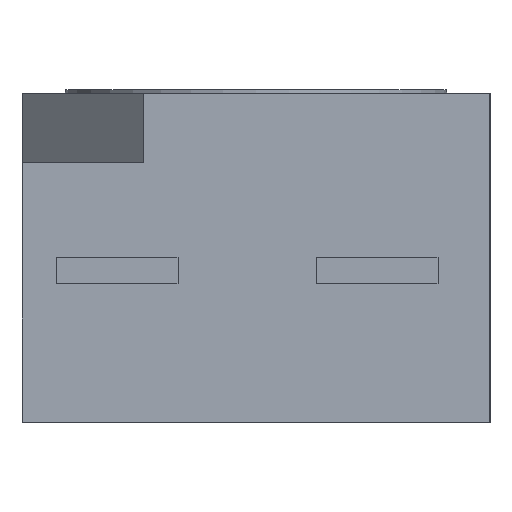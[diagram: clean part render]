
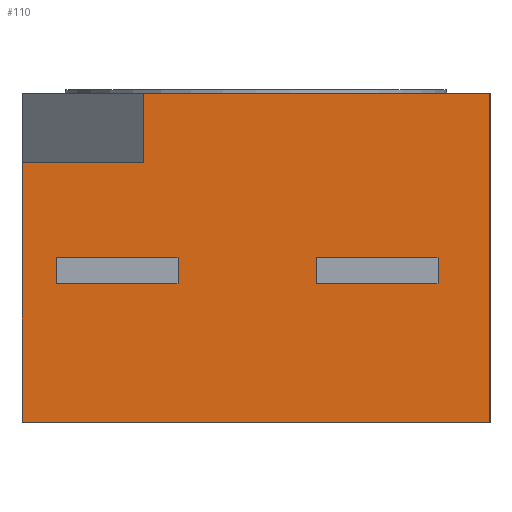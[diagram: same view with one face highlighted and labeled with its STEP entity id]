
A CAD part, left-side view. The second image highlights one B-rep face of the part: STEP entity #110.
In plain terms, the highlighted planar face has unit normal (-1, 0, 0).
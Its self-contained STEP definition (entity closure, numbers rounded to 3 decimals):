
#54 = EDGE_CURVE('',#55,#57,#59,.T.);
#55 = VERTEX_POINT('',#56);
#56 = CARTESIAN_POINT('',(-1.6,-1.4,1.1));
#57 = VERTEX_POINT('',#58);
#58 = CARTESIAN_POINT('',(-1.6,0.6,1.1));
#59 = LINE('',#60,#61);
#60 = CARTESIAN_POINT('',(-1.6,-1.4,1.1));
#61 = VECTOR('',#62,1.);
#62 = DIRECTION('',(0.,1.,0.));
#110 = ADVANCED_FACE('',(#111,#152,#186),#220,.F.);
#111 = FACE_BOUND('',#112,.F.);
#112 = EDGE_LOOP('',(#113,#114,#122,#130,#138,#146));
#113 = ORIENTED_EDGE('',*,*,#54,.F.);
#114 = ORIENTED_EDGE('',*,*,#115,.F.);
#115 = EDGE_CURVE('',#116,#55,#118,.T.);
#116 = VERTEX_POINT('',#117);
#117 = CARTESIAN_POINT('',(-1.6,-1.4,-0.8));
#118 = LINE('',#119,#120);
#119 = CARTESIAN_POINT('',(-1.6,-1.4,-0.8));
#120 = VECTOR('',#121,1.);
#121 = DIRECTION('',(0.,0.,1.));
#122 = ORIENTED_EDGE('',*,*,#123,.T.);
#123 = EDGE_CURVE('',#116,#124,#126,.T.);
#124 = VERTEX_POINT('',#125);
#125 = CARTESIAN_POINT('',(-1.6,1.3,-0.8));
#126 = LINE('',#127,#128);
#127 = CARTESIAN_POINT('',(-1.6,-1.4,-0.8));
#128 = VECTOR('',#129,1.);
#129 = DIRECTION('',(0.,1.,0.));
#130 = ORIENTED_EDGE('',*,*,#131,.T.);
#131 = EDGE_CURVE('',#124,#132,#134,.T.);
#132 = VERTEX_POINT('',#133);
#133 = CARTESIAN_POINT('',(-1.6,1.3,0.7));
#134 = LINE('',#135,#136);
#135 = CARTESIAN_POINT('',(-1.6,1.3,-0.8));
#136 = VECTOR('',#137,1.);
#137 = DIRECTION('',(0.,0.,1.));
#138 = ORIENTED_EDGE('',*,*,#139,.T.);
#139 = EDGE_CURVE('',#132,#140,#142,.T.);
#140 = VERTEX_POINT('',#141);
#141 = CARTESIAN_POINT('',(-1.6,0.6,0.7));
#142 = LINE('',#143,#144);
#143 = CARTESIAN_POINT('',(-1.6,-0.4,0.7));
#144 = VECTOR('',#145,1.);
#145 = DIRECTION('',(0.,-1.,0.));
#146 = ORIENTED_EDGE('',*,*,#147,.T.);
#147 = EDGE_CURVE('',#140,#57,#148,.T.);
#148 = LINE('',#149,#150);
#149 = CARTESIAN_POINT('',(-1.6,0.6,0.7));
#150 = VECTOR('',#151,1.);
#151 = DIRECTION('',(0.,0.,1.));
#152 = FACE_BOUND('',#153,.F.);
#153 = EDGE_LOOP('',(#154,#164,#172,#180));
#154 = ORIENTED_EDGE('',*,*,#155,.T.);
#155 = EDGE_CURVE('',#156,#158,#160,.T.);
#156 = VERTEX_POINT('',#157);
#157 = CARTESIAN_POINT('',(-1.6,0.4,0.));
#158 = VERTEX_POINT('',#159);
#159 = CARTESIAN_POINT('',(-1.6,0.4,0.15));
#160 = LINE('',#161,#162);
#161 = CARTESIAN_POINT('',(-1.6,0.4,0.));
#162 = VECTOR('',#163,1.);
#163 = DIRECTION('',(0.,0.,1.));
#164 = ORIENTED_EDGE('',*,*,#165,.T.);
#165 = EDGE_CURVE('',#158,#166,#168,.T.);
#166 = VERTEX_POINT('',#167);
#167 = CARTESIAN_POINT('',(-1.6,1.1,0.15));
#168 = LINE('',#169,#170);
#169 = CARTESIAN_POINT('',(-1.6,0.4,0.15));
#170 = VECTOR('',#171,1.);
#171 = DIRECTION('',(0.,1.,0.));
#172 = ORIENTED_EDGE('',*,*,#173,.F.);
#173 = EDGE_CURVE('',#174,#166,#176,.T.);
#174 = VERTEX_POINT('',#175);
#175 = CARTESIAN_POINT('',(-1.6,1.1,0.));
#176 = LINE('',#177,#178);
#177 = CARTESIAN_POINT('',(-1.6,1.1,0.));
#178 = VECTOR('',#179,1.);
#179 = DIRECTION('',(0.,0.,1.));
#180 = ORIENTED_EDGE('',*,*,#181,.F.);
#181 = EDGE_CURVE('',#156,#174,#182,.T.);
#182 = LINE('',#183,#184);
#183 = CARTESIAN_POINT('',(-1.6,0.4,0.));
#184 = VECTOR('',#185,1.);
#185 = DIRECTION('',(0.,1.,0.));
#186 = FACE_BOUND('',#187,.F.);
#187 = EDGE_LOOP('',(#188,#198,#206,#214));
#188 = ORIENTED_EDGE('',*,*,#189,.T.);
#189 = EDGE_CURVE('',#190,#192,#194,.T.);
#190 = VERTEX_POINT('',#191);
#191 = CARTESIAN_POINT('',(-1.6,-1.1,0.));
#192 = VERTEX_POINT('',#193);
#193 = CARTESIAN_POINT('',(-1.6,-1.1,0.15));
#194 = LINE('',#195,#196);
#195 = CARTESIAN_POINT('',(-1.6,-1.1,0.));
#196 = VECTOR('',#197,1.);
#197 = DIRECTION('',(0.,0.,1.));
#198 = ORIENTED_EDGE('',*,*,#199,.T.);
#199 = EDGE_CURVE('',#192,#200,#202,.T.);
#200 = VERTEX_POINT('',#201);
#201 = CARTESIAN_POINT('',(-1.6,-0.4,0.15));
#202 = LINE('',#203,#204);
#203 = CARTESIAN_POINT('',(-1.6,-1.1,0.15));
#204 = VECTOR('',#205,1.);
#205 = DIRECTION('',(0.,1.,0.));
#206 = ORIENTED_EDGE('',*,*,#207,.F.);
#207 = EDGE_CURVE('',#208,#200,#210,.T.);
#208 = VERTEX_POINT('',#209);
#209 = CARTESIAN_POINT('',(-1.6,-0.4,0.));
#210 = LINE('',#211,#212);
#211 = CARTESIAN_POINT('',(-1.6,-0.4,0.));
#212 = VECTOR('',#213,1.);
#213 = DIRECTION('',(0.,0.,1.));
#214 = ORIENTED_EDGE('',*,*,#215,.F.);
#215 = EDGE_CURVE('',#190,#208,#216,.T.);
#216 = LINE('',#217,#218);
#217 = CARTESIAN_POINT('',(-1.6,-1.1,0.));
#218 = VECTOR('',#219,1.);
#219 = DIRECTION('',(0.,1.,0.));
#220 = PLANE('',#221);
#221 = AXIS2_PLACEMENT_3D('',#222,#223,#224);
#222 = CARTESIAN_POINT('',(-1.6,-1.4,-0.8));
#223 = DIRECTION('',(1.,0.,0.));
#224 = DIRECTION('',(0.,0.,1.));
